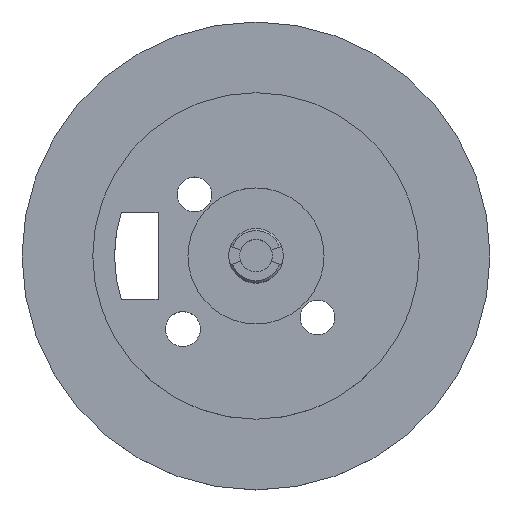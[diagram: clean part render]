
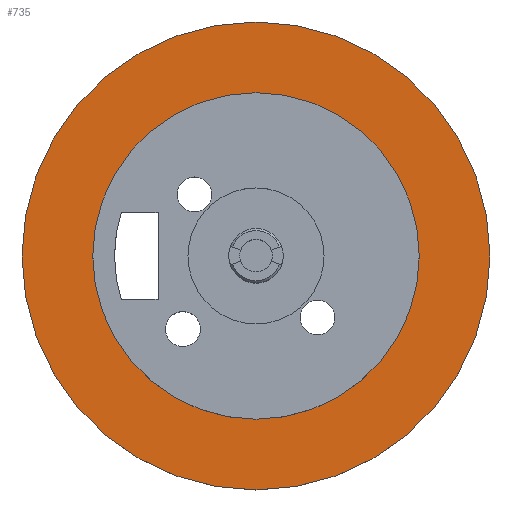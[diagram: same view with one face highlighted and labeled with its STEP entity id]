
A CAD part, top view. The second image highlights one B-rep face of the part: STEP entity #735.
In plain terms, the highlighted planar face has unit normal (0, 0, 1).
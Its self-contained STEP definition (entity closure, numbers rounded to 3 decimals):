
#21=FACE_BOUND('',#108,.T.);
#34=PLANE('',#795);
#64=FACE_OUTER_BOUND('',#107,.T.);
#107=EDGE_LOOP('',(#516));
#108=EDGE_LOOP('',(#517));
#304=CIRCLE('',#793,21.5);
#306=CIRCLE('',#796,15.);
#338=VERTEX_POINT('',#1104);
#340=VERTEX_POINT('',#1110);
#407=EDGE_CURVE('',#338,#338,#304,.T.);
#410=EDGE_CURVE('',#340,#340,#306,.T.);
#516=ORIENTED_EDGE('',*,*,#407,.T.);
#517=ORIENTED_EDGE('',*,*,#410,.F.);
#735=ADVANCED_FACE('',(#64,#21),#34,.T.);
#793=AXIS2_PLACEMENT_3D('',#1105,#876,#877);
#795=AXIS2_PLACEMENT_3D('',#1109,#881,#882);
#796=AXIS2_PLACEMENT_3D('',#1111,#883,#884);
#876=DIRECTION('center_axis',(0.,0.,1.));
#877=DIRECTION('ref_axis',(1.,0.,0.));
#881=DIRECTION('center_axis',(0.,0.,1.));
#882=DIRECTION('ref_axis',(1.,0.,0.));
#883=DIRECTION('center_axis',(0.,0.,1.));
#884=DIRECTION('ref_axis',(1.,0.,0.));
#1104=CARTESIAN_POINT('',(-21.5,0.,4.5));
#1105=CARTESIAN_POINT('Origin',(0.,0.,4.5));
#1109=CARTESIAN_POINT('Origin',(0.,0.,4.5));
#1110=CARTESIAN_POINT('',(-15.,0.,4.5));
#1111=CARTESIAN_POINT('Origin',(0.,0.,4.5));
